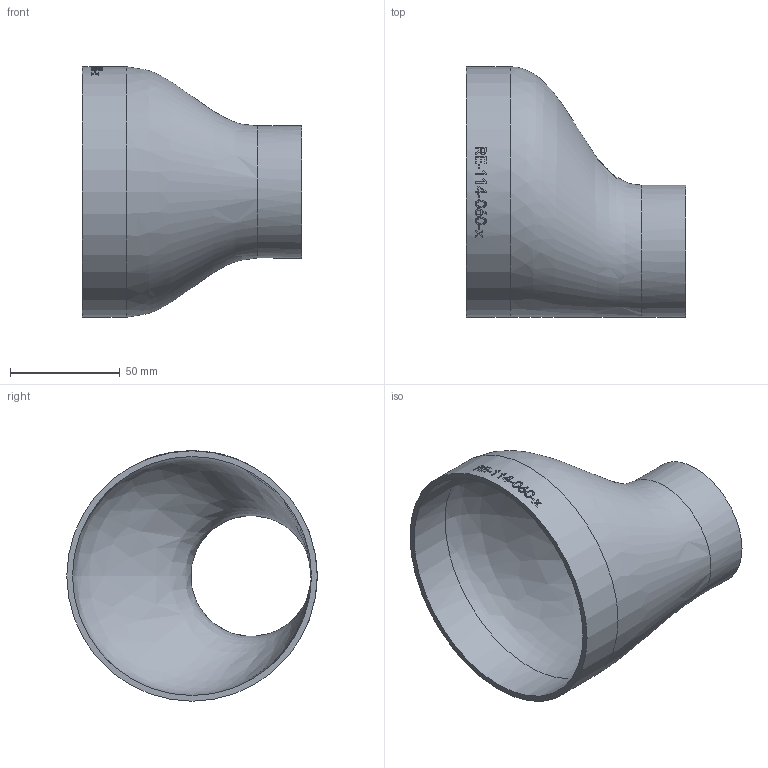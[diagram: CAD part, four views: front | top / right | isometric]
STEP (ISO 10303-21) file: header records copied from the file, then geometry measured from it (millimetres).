
FILE_DESCRIPTION (( 'STEP AP214' ), '1' );
FILE_NAME ('RE-114-060-x Reduzierung Exzenter 114,3x60,3x2,6x2,0 BL100 2101.STEP', '2021-01-02T11:38:05', ( '' ), ( '' ), 'SwSTEP 2.0', 'SolidWorks 2019', '' );
FILE_SCHEMA (( 'AUTOMOTIVE_DESIGN' ));
Length unit declared in the file: millimetre
Products named in the file (1): RE-114-060-x Reduzierung Exzenter 114,3x60,3x2,6x2,0 BL100 2101
Bounding box: 100 x 114.3 x 114.3 mm (x, y, z)
Volume: 75600.7 mm3; surface area: 59545.3 mm2
Topology: 1 solids, 1 shells, 134 faces, 348 edges, 232 vertices
Faces by surface type: plane 62, bspline 51, cylinder 20, cone 1
Full cylindrical faces by diameter (mm): 60.3 x1, 109.1 x1, 114.3 x1
Entity records: 19237 total; most frequent: CARTESIAN_POINT 15045, ORIENTED_EDGE 670, DIRECTION 415, EDGE_CURVE 335, VERTEX_POINT 226, B_SPLINE_CURVE_WITH_KNOTS 163, AXIS2_PLACEMENT_3D 159, EDGE_LOOP 159
